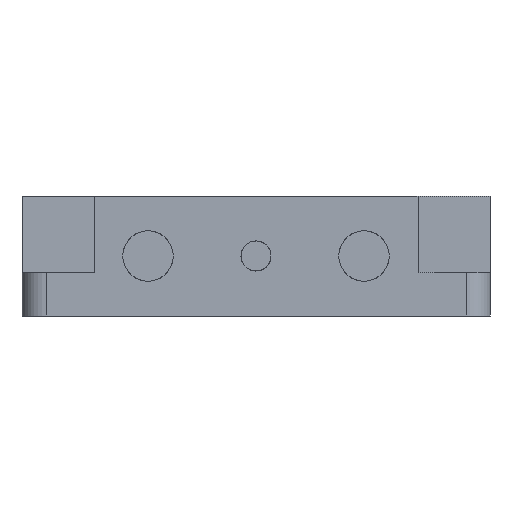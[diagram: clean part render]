
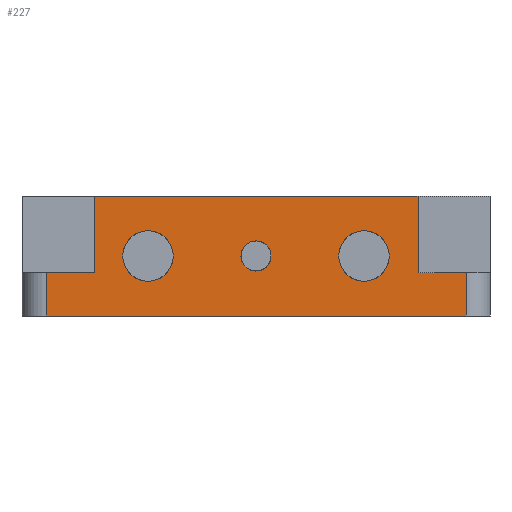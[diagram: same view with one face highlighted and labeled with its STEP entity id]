
A CAD part, front view. The second image highlights one B-rep face of the part: STEP entity #227.
In plain terms, the highlighted planar face has unit normal (0, -1, 0).
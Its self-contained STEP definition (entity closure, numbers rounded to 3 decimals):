
#112=PLANE('',#913);
#153=B_SPLINE_CURVE_WITH_KNOTS('',3,(#1432,#1433,#1434,#1435,#1436,#1437,
#1438,#1439,#1440,#1441,#1442,#1443,#1444,#1445,#1446,#1447,#1448,#1449),
 .UNSPECIFIED.,.F.,.F.,(4,2,2,2,2,2,2,2,4),(0.,0.125,0.25,0.375,0.5,0.625,
0.75,0.875,1.),.UNSPECIFIED.);
#154=B_SPLINE_CURVE_WITH_KNOTS('',3,(#1452,#1453,#1454,#1455,#1456,#1457,
#1458,#1459,#1460,#1461,#1462,#1463,#1464,#1465,#1466,#1467,#1468,#1469),
 .UNSPECIFIED.,.F.,.F.,(4,2,2,2,2,2,2,2,4),(0.,0.125,0.25,0.375,0.5,0.625,
0.75,0.875,1.),.UNSPECIFIED.);
#155=B_SPLINE_CURVE_WITH_KNOTS('',3,(#1470,#1471,#1472,#1473,#1474,#1475,
#1476,#1477,#1478,#1479,#1480,#1481,#1482,#1483,#1484,#1485,#1486,#1487),
 .UNSPECIFIED.,.F.,.F.,(4,2,2,2,2,2,2,2,4),(0.,0.125,0.25,0.375,0.5,0.625,
0.75,0.875,1.),.UNSPECIFIED.);
#156=B_SPLINE_CURVE_WITH_KNOTS('',3,(#1490,#1491,#1492,#1493,#1494,#1495,
#1496,#1497,#1498,#1499,#1500,#1501,#1502,#1503,#1504,#1505,#1506,#1507),
 .UNSPECIFIED.,.F.,.F.,(4,2,2,2,2,2,2,2,4),(0.,0.125,0.25,0.375,0.5,0.625,
0.75,0.875,1.),.UNSPECIFIED.);
#227=ADVANCED_FACE('',(#259,#260,#261),#112,.T.);
#259=FACE_BOUND('',#286,.T.);
#260=FACE_BOUND('',#287,.T.);
#261=FACE_BOUND('',#288,.T.);
#286=EDGE_LOOP('',(#359,#360));
#287=EDGE_LOOP('',(#361,#362));
#288=EDGE_LOOP('',(#363,#364,#365,#366,#367,#368,#369,#370));
#359=ORIENTED_EDGE('',*,*,#615,.T.);
#360=ORIENTED_EDGE('',*,*,#616,.T.);
#361=ORIENTED_EDGE('',*,*,#617,.T.);
#362=ORIENTED_EDGE('',*,*,#618,.T.);
#363=ORIENTED_EDGE('',*,*,#619,.T.);
#364=ORIENTED_EDGE('',*,*,#620,.T.);
#365=ORIENTED_EDGE('',*,*,#621,.T.);
#366=ORIENTED_EDGE('',*,*,#622,.T.);
#367=ORIENTED_EDGE('',*,*,#623,.T.);
#368=ORIENTED_EDGE('',*,*,#624,.T.);
#369=ORIENTED_EDGE('',*,*,#625,.T.);
#370=ORIENTED_EDGE('',*,*,#626,.T.);
#487=VERTEX_POINT('',#1450);
#488=VERTEX_POINT('',#1451);
#489=VERTEX_POINT('',#1488);
#490=VERTEX_POINT('',#1489);
#491=VERTEX_POINT('',#1509);
#492=VERTEX_POINT('',#1510);
#493=VERTEX_POINT('',#1512);
#494=VERTEX_POINT('',#1514);
#495=VERTEX_POINT('',#1516);
#496=VERTEX_POINT('',#1518);
#497=VERTEX_POINT('',#1520);
#498=VERTEX_POINT('',#1522);
#615=EDGE_CURVE('',#487,#488,#153,.T.);
#616=EDGE_CURVE('',#488,#487,#154,.T.);
#617=EDGE_CURVE('',#489,#490,#155,.T.);
#618=EDGE_CURVE('',#490,#489,#156,.T.);
#619=EDGE_CURVE('',#491,#492,#744,.T.);
#620=EDGE_CURVE('',#492,#493,#745,.T.);
#621=EDGE_CURVE('',#493,#494,#746,.T.);
#622=EDGE_CURVE('',#494,#495,#747,.T.);
#623=EDGE_CURVE('',#495,#496,#748,.T.);
#624=EDGE_CURVE('',#496,#497,#749,.T.);
#625=EDGE_CURVE('',#497,#498,#750,.T.);
#626=EDGE_CURVE('',#498,#491,#751,.T.);
#744=LINE('',#1508,#833);
#745=LINE('',#1511,#834);
#746=LINE('',#1513,#835);
#747=LINE('',#1515,#836);
#748=LINE('',#1517,#837);
#749=LINE('',#1519,#838);
#750=LINE('',#1521,#839);
#751=LINE('',#1523,#840);
#833=VECTOR('',#1014,1.);
#834=VECTOR('',#1015,1.);
#835=VECTOR('',#1016,1.);
#836=VECTOR('',#1017,1.);
#837=VECTOR('',#1018,1.);
#838=VECTOR('',#1019,1.);
#839=VECTOR('',#1020,1.);
#840=VECTOR('',#1021,1.);
#913=AXIS2_PLACEMENT_3D('',#1524,#1022,#1023);
#1014=DIRECTION('',(0.,0.,-1.));
#1015=DIRECTION('',(-1.,0.,0.));
#1016=DIRECTION('',(0.,0.,-1.));
#1017=DIRECTION('',(1.,0.,0.));
#1018=DIRECTION('',(0.,0.,1.));
#1019=DIRECTION('',(-1.,0.,0.));
#1020=DIRECTION('',(0.,0.,1.));
#1021=DIRECTION('',(-1.,0.,0.));
#1022=DIRECTION('',(0.,-1.,0.));
#1023=DIRECTION('',(0.,0.,-1.));
#1432=CARTESIAN_POINT('',(61.2,0.,10.));
#1433=CARTESIAN_POINT('',(61.2,0.,9.467));
#1434=CARTESIAN_POINT('',(61.118,0.,8.991));
#1435=CARTESIAN_POINT('',(60.692,0.,7.917));
#1436=CARTESIAN_POINT('',(60.378,0.,7.439));
#1437=CARTESIAN_POINT('',(59.561,0.,6.621));
#1438=CARTESIAN_POINT('',(59.041,0.,6.291));
#1439=CARTESIAN_POINT('',(58.051,0.,5.899));
#1440=CARTESIAN_POINT('',(57.532,0.,5.8));
#1441=CARTESIAN_POINT('',(56.468,0.,5.8));
#1442=CARTESIAN_POINT('',(55.991,0.,5.882));
#1443=CARTESIAN_POINT('',(54.917,0.,6.308));
#1444=CARTESIAN_POINT('',(54.439,0.,6.622));
#1445=CARTESIAN_POINT('',(53.621,0.,7.439));
#1446=CARTESIAN_POINT('',(53.291,0.,7.959));
#1447=CARTESIAN_POINT('',(52.899,0.,8.949));
#1448=CARTESIAN_POINT('',(52.8,0.,9.465));
#1449=CARTESIAN_POINT('',(52.8,0.,10.));
#1450=CARTESIAN_POINT('',(61.2,0.,10.));
#1451=CARTESIAN_POINT('',(52.8,0.,10.));
#1452=CARTESIAN_POINT('',(52.8,0.,10.));
#1453=CARTESIAN_POINT('',(52.8,0.,10.533));
#1454=CARTESIAN_POINT('',(52.882,0.,11.009));
#1455=CARTESIAN_POINT('',(53.308,0.,12.083));
#1456=CARTESIAN_POINT('',(53.622,0.,12.561));
#1457=CARTESIAN_POINT('',(54.439,0.,13.379));
#1458=CARTESIAN_POINT('',(54.959,0.,13.709));
#1459=CARTESIAN_POINT('',(55.949,0.,14.101));
#1460=CARTESIAN_POINT('',(56.468,0.,14.2));
#1461=CARTESIAN_POINT('',(57.532,0.,14.2));
#1462=CARTESIAN_POINT('',(58.009,0.,14.118));
#1463=CARTESIAN_POINT('',(59.083,0.,13.692));
#1464=CARTESIAN_POINT('',(59.561,0.,13.378));
#1465=CARTESIAN_POINT('',(60.379,0.,12.561));
#1466=CARTESIAN_POINT('',(60.709,0.,12.041));
#1467=CARTESIAN_POINT('',(61.101,0.,11.051));
#1468=CARTESIAN_POINT('',(61.2,0.,10.535));
#1469=CARTESIAN_POINT('',(61.2,0.,10.));
#1470=CARTESIAN_POINT('',(25.2,0.,10.));
#1471=CARTESIAN_POINT('',(25.2,0.,9.467));
#1472=CARTESIAN_POINT('',(25.118,0.,8.991));
#1473=CARTESIAN_POINT('',(24.692,0.,7.917));
#1474=CARTESIAN_POINT('',(24.378,0.,7.439));
#1475=CARTESIAN_POINT('',(23.561,0.,6.621));
#1476=CARTESIAN_POINT('',(23.041,0.,6.291));
#1477=CARTESIAN_POINT('',(22.051,0.,5.899));
#1478=CARTESIAN_POINT('',(21.532,0.,5.8));
#1479=CARTESIAN_POINT('',(20.468,0.,5.8));
#1480=CARTESIAN_POINT('',(19.991,0.,5.882));
#1481=CARTESIAN_POINT('',(18.917,0.,6.308));
#1482=CARTESIAN_POINT('',(18.439,0.,6.622));
#1483=CARTESIAN_POINT('',(17.621,0.,7.439));
#1484=CARTESIAN_POINT('',(17.291,0.,7.959));
#1485=CARTESIAN_POINT('',(16.899,0.,8.949));
#1486=CARTESIAN_POINT('',(16.8,0.,9.465));
#1487=CARTESIAN_POINT('',(16.8,0.,10.));
#1488=CARTESIAN_POINT('',(25.2,0.,10.));
#1489=CARTESIAN_POINT('',(16.8,0.,10.));
#1490=CARTESIAN_POINT('',(16.8,0.,10.));
#1491=CARTESIAN_POINT('',(16.8,0.,10.533));
#1492=CARTESIAN_POINT('',(16.882,0.,11.009));
#1493=CARTESIAN_POINT('',(17.308,0.,12.083));
#1494=CARTESIAN_POINT('',(17.622,0.,12.561));
#1495=CARTESIAN_POINT('',(18.439,0.,13.379));
#1496=CARTESIAN_POINT('',(18.959,0.,13.709));
#1497=CARTESIAN_POINT('',(19.949,0.,14.101));
#1498=CARTESIAN_POINT('',(20.468,0.,14.2));
#1499=CARTESIAN_POINT('',(21.532,0.,14.2));
#1500=CARTESIAN_POINT('',(22.009,0.,14.118));
#1501=CARTESIAN_POINT('',(23.083,0.,13.692));
#1502=CARTESIAN_POINT('',(23.561,0.,13.378));
#1503=CARTESIAN_POINT('',(24.379,0.,12.561));
#1504=CARTESIAN_POINT('',(24.709,0.,12.041));
#1505=CARTESIAN_POINT('',(25.101,0.,11.051));
#1506=CARTESIAN_POINT('',(25.2,0.,10.535));
#1507=CARTESIAN_POINT('',(25.2,0.,10.));
#1508=CARTESIAN_POINT('',(12.,0.,10.));
#1509=CARTESIAN_POINT('',(12.,0.,20.));
#1510=CARTESIAN_POINT('',(12.,0.,7.2));
#1511=CARTESIAN_POINT('',(39.,0.,7.2));
#1512=CARTESIAN_POINT('',(4.,0.,7.2));
#1513=CARTESIAN_POINT('',(4.,0.,10.));
#1514=CARTESIAN_POINT('',(4.,0.,0.));
#1515=CARTESIAN_POINT('',(39.,0.,0.));
#1516=CARTESIAN_POINT('',(74.,0.,0.));
#1517=CARTESIAN_POINT('',(74.,0.,10.));
#1518=CARTESIAN_POINT('',(74.,0.,7.2));
#1519=CARTESIAN_POINT('',(39.,0.,7.2));
#1520=CARTESIAN_POINT('',(66.,0.,7.2));
#1521=CARTESIAN_POINT('',(66.,0.,10.));
#1522=CARTESIAN_POINT('',(66.,0.,20.));
#1523=CARTESIAN_POINT('',(39.,0.,20.));
#1524=CARTESIAN_POINT('',(3.999,0.,20.001));
